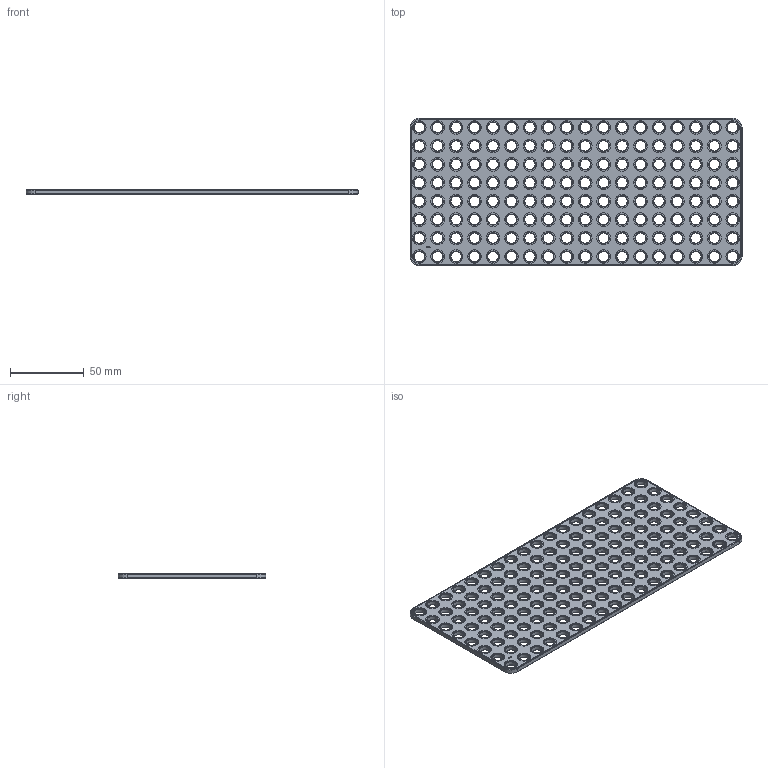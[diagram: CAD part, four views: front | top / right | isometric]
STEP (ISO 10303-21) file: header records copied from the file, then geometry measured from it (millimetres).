
FILE_DESCRIPTION(('FreeCAD Model'),'2;1');
FILE_NAME('Open CASCADE Shape Model','2024-10-08T23:56:47',(''),(''), 'Open CASCADE STEP processor 7.7','FreeCAD','Unknown');
FILE_SCHEMA(('AUTOMOTIVE_DESIGN { 1 0 10303 214 1 1 1 1 }'));
Length unit declared in the file: millimetre
Products named in the file (1): Plate RCT CRNR BU18x08x00.25 - SPN-PLT-0211 (stemfie.org)
Bounding box: 225 x 100 x 3.12 mm (x, y, z)
Volume: 50062.1 mm3; surface area: 45399.1 mm2
Topology: 1 solids, 1 shells, 1181 faces, 2708 edges, 1704 vertices
Faces by surface type: plane 477, cylinder 296, cone 296, extrusion 112
Full cylindrical faces by diameter (mm): 7 x144, 9.2 x144
Entity records: 34119 total; most frequent: CARTESIAN_POINT 6505, DIRECTION 5624, ORIENTED_EDGE 5416, EDGE_CURVE 2708, AXIS2_PLACEMENT_3D 1958, VECTOR 1708, VERTEX_POINT 1704, FACE_BOUND 1644
